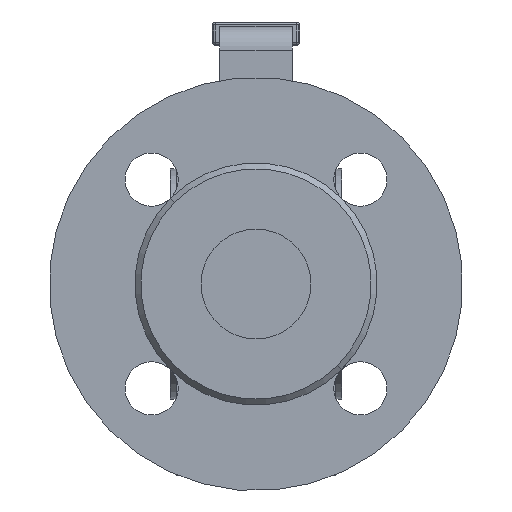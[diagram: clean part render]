
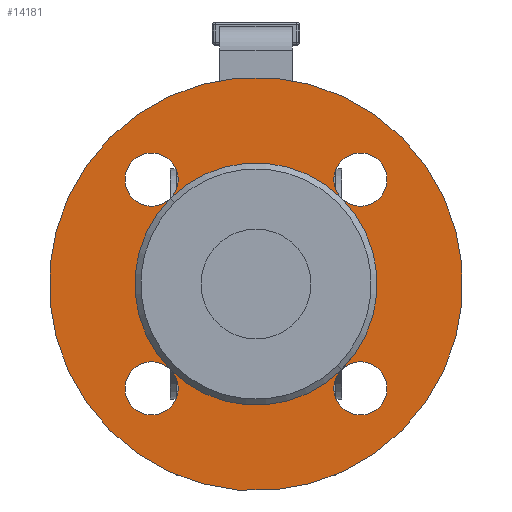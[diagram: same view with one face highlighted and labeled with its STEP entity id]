
A CAD part, left-side view. The second image highlights one B-rep face of the part: STEP entity #14181.
In plain terms, the highlighted planar face has unit normal (-1, 0, 0).
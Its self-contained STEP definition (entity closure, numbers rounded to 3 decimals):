
#12121=CARTESIAN_POINT('',(-98.,28.991,28.991));
#12122=VERTEX_POINT('',#12121);
#12131=CARTESIAN_POINT('',(-98.,41.719,41.719));
#12132=VERTEX_POINT('',#12131);
#12133=CARTESIAN_POINT('',(-98.,35.355,35.355));
#12134=DIRECTION('',(1.,-0.,0.));
#12135=DIRECTION('',(0.,-0.707,-0.707));
#12136=AXIS2_PLACEMENT_3D('',#12133,#12134,#12135);
#12137=CIRCLE('',#12136,9.);
#12138=EDGE_CURVE('',#12132,#12122,#12137,.T.);
#12164=CARTESIAN_POINT('',(-98.,28.991,-41.719));
#12165=VERTEX_POINT('',#12164);
#12174=CARTESIAN_POINT('',(-98.,28.991,-28.991));
#12175=VERTEX_POINT('',#12174);
#12176=CARTESIAN_POINT('',(-98.,35.355,-35.355));
#12177=DIRECTION('',(1.,-0.,0.));
#12178=DIRECTION('',(0.,-0.707,-0.707));
#12179=AXIS2_PLACEMENT_3D('',#12176,#12177,#12178);
#12180=CIRCLE('',#12179,9.);
#12181=EDGE_CURVE('',#12175,#12165,#12180,.T.);
#12183=CARTESIAN_POINT('',(-98.,41.719,-28.991));
#12184=VERTEX_POINT('',#12183);
#12185=CARTESIAN_POINT('',(-98.,35.355,-35.355));
#12186=DIRECTION('',(1.,-0.,0.));
#12187=DIRECTION('',(0.,-0.707,-0.707));
#12188=AXIS2_PLACEMENT_3D('',#12185,#12186,#12187);
#12189=CIRCLE('',#12188,9.);
#12190=EDGE_CURVE('',#12184,#12175,#12189,.T.);
#12216=CARTESIAN_POINT('',(-98.,-41.719,-41.719));
#12217=VERTEX_POINT('',#12216);
#12226=CARTESIAN_POINT('',(-98.,-28.991,-28.991));
#12227=VERTEX_POINT('',#12226);
#12228=CARTESIAN_POINT('',(-98.,-35.355,-35.355));
#12229=DIRECTION('',(1.,-0.,0.));
#12230=DIRECTION('',(0.,-0.707,-0.707));
#12231=AXIS2_PLACEMENT_3D('',#12228,#12229,#12230);
#12232=CIRCLE('',#12231,9.);
#12233=EDGE_CURVE('',#12227,#12217,#12232,.T.);
#12259=CARTESIAN_POINT('',(-98.,-41.719,28.991));
#12260=VERTEX_POINT('',#12259);
#12269=CARTESIAN_POINT('',(-98.,-28.991,41.719));
#12270=VERTEX_POINT('',#12269);
#12271=CARTESIAN_POINT('',(-98.,-35.355,35.355));
#12272=DIRECTION('',(1.,-0.,0.));
#12273=DIRECTION('',(0.,-0.707,-0.707));
#12274=AXIS2_PLACEMENT_3D('',#12271,#12272,#12273);
#12275=CIRCLE('',#12274,9.);
#12276=EDGE_CURVE('',#12270,#12260,#12275,.T.);
#12366=CARTESIAN_POINT('',(-98.,-28.991,28.991));
#12367=VERTEX_POINT('',#12366);
#12368=CARTESIAN_POINT('',(-98.,-0.,0.));
#12369=DIRECTION('',(1.,-0.,0.));
#12370=DIRECTION('',(-0.,0.707,0.707));
#12371=AXIS2_PLACEMENT_3D('',#12368,#12369,#12370);
#12372=CIRCLE('',#12371,41.);
#12373=EDGE_CURVE('',#12367,#12227,#12372,.T.);
#12375=CARTESIAN_POINT('',(-98.,-0.,0.));
#12376=DIRECTION('',(1.,-0.,0.));
#12377=DIRECTION('',(-0.,0.707,0.707));
#12378=AXIS2_PLACEMENT_3D('',#12375,#12376,#12377);
#12379=CIRCLE('',#12378,41.);
#12380=EDGE_CURVE('',#12122,#12367,#12379,.T.);
#12391=CARTESIAN_POINT('',(-98.,49.497,49.497));
#12392=VERTEX_POINT('',#12391);
#12401=CARTESIAN_POINT('',(-98.,-49.497,-49.497));
#12402=VERTEX_POINT('',#12401);
#12403=CARTESIAN_POINT('',(-98.,-0.,0.));
#12404=DIRECTION('',(1.,-0.,0.));
#12405=DIRECTION('',(-0.,0.707,0.707));
#12406=AXIS2_PLACEMENT_3D('',#12403,#12404,#12405);
#12407=CIRCLE('',#12406,70.);
#12408=EDGE_CURVE('',#12392,#12402,#12407,.T.);
#13994=CARTESIAN_POINT('',(-98.,-0.,0.));
#13995=DIRECTION('',(1.,-0.,0.));
#13996=DIRECTION('',(-0.,0.707,0.707));
#13997=AXIS2_PLACEMENT_3D('',#13994,#13995,#13996);
#13998=CIRCLE('',#13997,70.);
#13999=EDGE_CURVE('',#12402,#12392,#13998,.T.);
#14011=CARTESIAN_POINT('',(-98.,-0.,0.));
#14012=DIRECTION('',(1.,-0.,0.));
#14013=DIRECTION('',(-0.,0.707,0.707));
#14014=AXIS2_PLACEMENT_3D('',#14011,#14012,#14013);
#14015=CIRCLE('',#14014,41.);
#14016=EDGE_CURVE('',#12175,#12122,#14015,.T.);
#14018=CARTESIAN_POINT('',(-98.,-0.,0.));
#14019=DIRECTION('',(1.,-0.,0.));
#14020=DIRECTION('',(-0.,0.707,0.707));
#14021=AXIS2_PLACEMENT_3D('',#14018,#14019,#14020);
#14022=CIRCLE('',#14021,41.);
#14023=EDGE_CURVE('',#12227,#12175,#14022,.T.);
#14126=CARTESIAN_POINT('',(-98.,39.244,39.244));
#14127=DIRECTION('',(-1.,0.,-0.));
#14128=DIRECTION('',(-0.,0.,1.));
#14129=AXIS2_PLACEMENT_3D('',#14126,#14127,#14128);
#14130=PLANE('',#14129);
#14131=ORIENTED_EDGE('',*,*,#13999,.F.);
#14132=ORIENTED_EDGE('',*,*,#12408,.F.);
#14133=EDGE_LOOP('',(#14131,#14132));
#14134=FACE_BOUND('',#14133,.T.);
#14135=ORIENTED_EDGE('',*,*,#12380,.T.);
#14136=CARTESIAN_POINT('',(-98.,-35.355,35.355));
#14137=DIRECTION('',(1.,-0.,0.));
#14138=DIRECTION('',(0.,-0.707,-0.707));
#14139=AXIS2_PLACEMENT_3D('',#14136,#14137,#14138);
#14140=CIRCLE('',#14139,9.);
#14141=EDGE_CURVE('',#12367,#12270,#14140,.T.);
#14142=ORIENTED_EDGE('',*,*,#14141,.T.);
#14143=ORIENTED_EDGE('',*,*,#12276,.T.);
#14144=CARTESIAN_POINT('',(-98.,-35.355,35.355));
#14145=DIRECTION('',(1.,-0.,0.));
#14146=DIRECTION('',(0.,-0.707,-0.707));
#14147=AXIS2_PLACEMENT_3D('',#14144,#14145,#14146);
#14148=CIRCLE('',#14147,9.);
#14149=EDGE_CURVE('',#12260,#12367,#14148,.T.);
#14150=ORIENTED_EDGE('',*,*,#14149,.T.);
#14151=ORIENTED_EDGE('',*,*,#12373,.T.);
#14152=ORIENTED_EDGE('',*,*,#12233,.T.);
#14153=CARTESIAN_POINT('',(-98.,-35.355,-35.355));
#14154=DIRECTION('',(1.,-0.,0.));
#14155=DIRECTION('',(0.,-0.707,-0.707));
#14156=AXIS2_PLACEMENT_3D('',#14153,#14154,#14155);
#14157=CIRCLE('',#14156,9.);
#14158=EDGE_CURVE('',#12217,#12227,#14157,.T.);
#14159=ORIENTED_EDGE('',*,*,#14158,.T.);
#14160=ORIENTED_EDGE('',*,*,#14023,.T.);
#14161=ORIENTED_EDGE('',*,*,#12181,.T.);
#14162=CARTESIAN_POINT('',(-98.,35.355,-35.355));
#14163=DIRECTION('',(1.,-0.,0.));
#14164=DIRECTION('',(0.,-0.707,-0.707));
#14165=AXIS2_PLACEMENT_3D('',#14162,#14163,#14164);
#14166=CIRCLE('',#14165,9.);
#14167=EDGE_CURVE('',#12165,#12184,#14166,.T.);
#14168=ORIENTED_EDGE('',*,*,#14167,.T.);
#14169=ORIENTED_EDGE('',*,*,#12190,.T.);
#14170=ORIENTED_EDGE('',*,*,#14016,.T.);
#14171=CARTESIAN_POINT('',(-98.,35.355,35.355));
#14172=DIRECTION('',(1.,-0.,0.));
#14173=DIRECTION('',(0.,-0.707,-0.707));
#14174=AXIS2_PLACEMENT_3D('',#14171,#14172,#14173);
#14175=CIRCLE('',#14174,9.);
#14176=EDGE_CURVE('',#12122,#12132,#14175,.T.);
#14177=ORIENTED_EDGE('',*,*,#14176,.T.);
#14178=ORIENTED_EDGE('',*,*,#12138,.T.);
#14179=EDGE_LOOP('',(#14135,#14142,#14143,#14150,#14151,#14152,#14159,#14160,#14161,#14168,#14169,#14170,#14177,#14178));
#14180=FACE_BOUND('',#14179,.T.);
#14181=ADVANCED_FACE('',(#14134,#14180),#14130,.T.);
